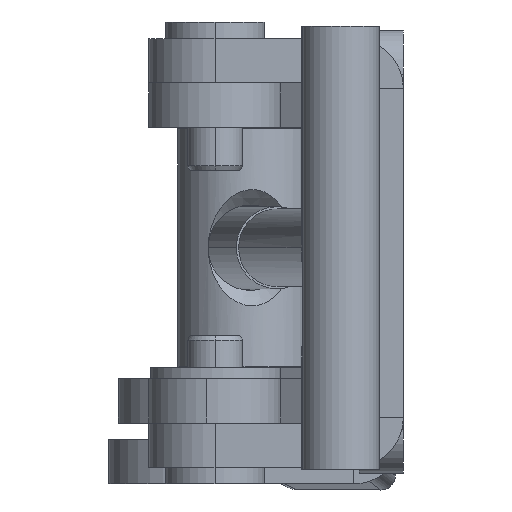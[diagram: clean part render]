
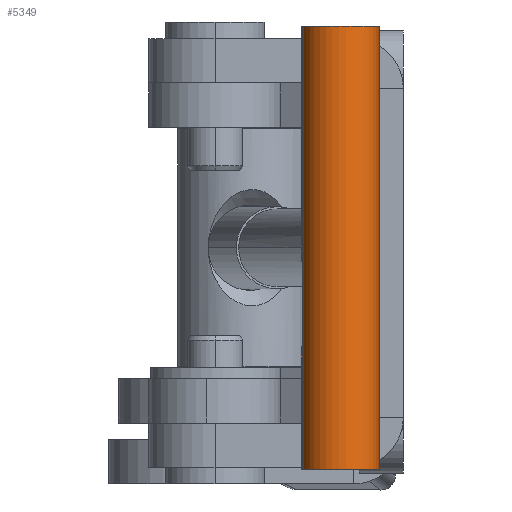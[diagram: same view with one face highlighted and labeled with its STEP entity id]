
A CAD part, left-side view. The second image highlights one B-rep face of the part: STEP entity #5349.
In plain terms, the highlighted cylindrical face has radius 3.5 mm (diameter 7 mm), a partial arc.
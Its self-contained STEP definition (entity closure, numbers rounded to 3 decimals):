
#163 = CARTESIAN_POINT ( 'NONE',  ( 20., 85., 3.5 ) ) ;
#263 = VECTOR ( 'NONE', #3764, 1000. ) ;
#329 = ORIENTED_EDGE ( 'NONE', *, *, #4066, .T. ) ;
#381 = VERTEX_POINT ( 'NONE', #4136 ) ;
#478 = CARTESIAN_POINT ( 'NONE',  ( 20., 85., -3.5 ) ) ;
#486 = DIRECTION ( 'NONE',  ( -1., 0., 0. ) ) ;
#493 = EDGE_CURVE ( 'NONE', #3866, #381, #6993, .T. ) ;
#575 = AXIS2_PLACEMENT_3D ( 'NONE', #4046, #761, #4597 ) ;
#731 = EDGE_CURVE ( 'NONE', #1232, #3866, #3209, .T. ) ;
#761 = DIRECTION ( 'NONE',  ( 1., 0., 0. ) ) ;
#925 = CARTESIAN_POINT ( 'NONE',  ( 20., 85., 3.5 ) ) ;
#999 = DIRECTION ( 'NONE',  ( -1., 0., 0. ) ) ;
#1026 = VERTEX_POINT ( 'NONE', #4768 ) ;
#1179 = DIRECTION ( 'NONE',  ( 1., 0., 0. ) ) ;
#1232 = VERTEX_POINT ( 'NONE', #925 ) ;
#1482 = VECTOR ( 'NONE', #999, 1000. ) ;
#1541 = LINE ( 'NONE', #4785, #5694 ) ;
#1628 = CARTESIAN_POINT ( 'NONE',  ( 20., 85., 0. ) ) ;
#2233 = VERTEX_POINT ( 'NONE', #4695 ) ;
#2833 = ORIENTED_EDGE ( 'NONE', *, *, #493, .F. ) ;
#3159 = ORIENTED_EDGE ( 'NONE', *, *, #6480, .T. ) ;
#3209 = LINE ( 'NONE', #5874, #5952 ) ;
#3351 = AXIS2_PLACEMENT_3D ( 'NONE', #1628, #5424, #5942 ) ;
#3734 = CARTESIAN_POINT ( 'NONE',  ( 0., 85., -3.5 ) ) ;
#3764 = DIRECTION ( 'NONE',  ( -1., 0., 0. ) ) ;
#3840 = CIRCLE ( 'NONE', #575, 3.5 ) ;
#3866 = VERTEX_POINT ( 'NONE', #5360 ) ;
#4046 = CARTESIAN_POINT ( 'NONE',  ( 20., 85., 0. ) ) ;
#4066 = EDGE_CURVE ( 'NONE', #1026, #381, #7060, .T. ) ;
#4136 = CARTESIAN_POINT ( 'NONE',  ( -20., 85., 3.5 ) ) ;
#4151 = EDGE_CURVE ( 'NONE', #2233, #1232, #3840, .T. ) ;
#4432 = VERTEX_POINT ( 'NONE', #3734 ) ;
#4451 = CARTESIAN_POINT ( 'NONE',  ( -20., 85., 0. ) ) ;
#4597 = DIRECTION ( 'NONE',  ( 0., 0., -1. ) ) ;
#4695 = CARTESIAN_POINT ( 'NONE',  ( 20., 85., -3.5 ) ) ;
#4768 = CARTESIAN_POINT ( 'NONE',  ( -20., 85., -3.5 ) ) ;
#4785 = CARTESIAN_POINT ( 'NONE',  ( 20., 85., -3.5 ) ) ;
#4843 = ORIENTED_EDGE ( 'NONE', *, *, #731, .F. ) ;
#5002 = DIRECTION ( 'NONE',  ( 0., 0., -1. ) ) ;
#5236 = EDGE_CURVE ( 'NONE', #2233, #4432, #1541, .T. ) ;
#5323 = DIRECTION ( 'NONE',  ( -1., 0., 0. ) ) ;
#5348 = ORIENTED_EDGE ( 'NONE', *, *, #4151, .F. ) ;
#5349 = ADVANCED_FACE ( 'NONE', ( #6105 ), #5946, .T. ) ;
#5360 = CARTESIAN_POINT ( 'NONE',  ( 0., 85., 3.5 ) ) ;
#5424 = DIRECTION ( 'NONE',  ( -1., 0., 0. ) ) ;
#5485 = AXIS2_PLACEMENT_3D ( 'NONE', #4451, #1179, #5002 ) ;
#5694 = VECTOR ( 'NONE', #5323, 1000. ) ;
#5752 = LINE ( 'NONE', #478, #263 ) ;
#5874 = CARTESIAN_POINT ( 'NONE',  ( 20., 85., 3.5 ) ) ;
#5942 = DIRECTION ( 'NONE',  ( 0., 0., 1. ) ) ;
#5944 = ORIENTED_EDGE ( 'NONE', *, *, #5236, .T. ) ;
#5946 = CYLINDRICAL_SURFACE ( 'NONE', #3351, 3.5 ) ;
#5952 = VECTOR ( 'NONE', #486, 1000. ) ;
#6105 = FACE_OUTER_BOUND ( 'NONE', #6140, .T. ) ;
#6140 = EDGE_LOOP ( 'NONE', ( #5348, #5944, #3159, #329, #2833, #4843 ) ) ;
#6480 = EDGE_CURVE ( 'NONE', #4432, #1026, #5752, .T. ) ;
#6993 = LINE ( 'NONE', #163, #1482 ) ;
#7060 = CIRCLE ( 'NONE', #5485, 3.5 ) ;
